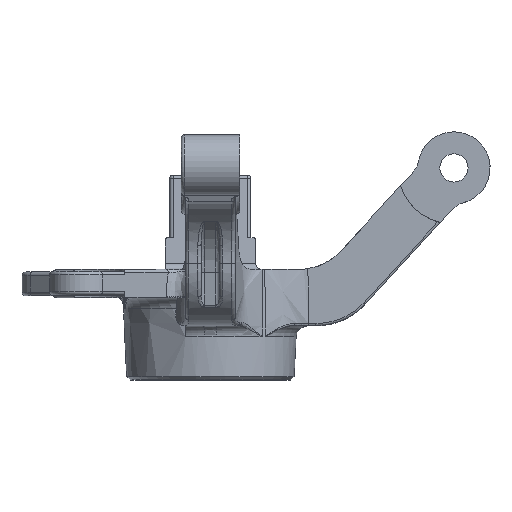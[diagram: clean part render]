
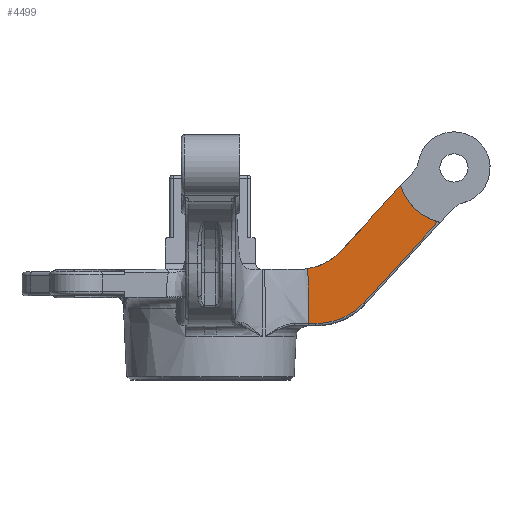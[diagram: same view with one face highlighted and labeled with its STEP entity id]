
A CAD part, top view. The second image highlights one B-rep face of the part: STEP entity #4499.
In plain terms, the highlighted planar face has unit normal (0, 0, 1).
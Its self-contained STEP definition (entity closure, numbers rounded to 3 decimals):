
#61=PLANE('',#4845);
#149=B_SPLINE_CURVE_WITH_KNOTS('',3,(#7321,#7322,#7323,#7324),
 .UNSPECIFIED.,.F.,.F.,(4,4),(-9.279,-6.847),
 .UNSPECIFIED.);
#470=FACE_OUTER_BOUND('',#759,.T.);
#759=EDGE_LOOP('',(#3131,#3132,#3133,#3134,#3135,#3136,#3137));
#1078=CIRCLE('',#4838,29.);
#1083=CIRCLE('',#4846,25.);
#1084=CIRCLE('',#4847,25.);
#1370=LINE('',#7156,#1588);
#1373=LINE('',#7171,#1591);
#1374=LINE('',#7350,#1592);
#1588=VECTOR('',#5479,10.);
#1591=VECTOR('',#5496,10.);
#1592=VECTOR('',#5509,10.);
#1850=VERTEX_POINT('',#7144);
#1851=VERTEX_POINT('',#7155);
#1853=VERTEX_POINT('',#7161);
#1855=VERTEX_POINT('',#7167);
#1861=VERTEX_POINT('',#7320);
#1865=VERTEX_POINT('',#7347);
#1866=VERTEX_POINT('',#7349);
#2323=EDGE_CURVE('',#1850,#1851,#1370,.T.);
#2328=EDGE_CURVE('',#1851,#1853,#1078,.T.);
#2331=EDGE_CURVE('',#1853,#1855,#1373,.T.);
#2340=EDGE_CURVE('',#1855,#1861,#149,.T.);
#2345=EDGE_CURVE('',#1850,#1865,#1083,.T.);
#2346=EDGE_CURVE('',#1865,#1866,#1374,.T.);
#2347=EDGE_CURVE('',#1866,#1861,#1084,.T.);
#3131=ORIENTED_EDGE('',*,*,#2331,.F.);
#3132=ORIENTED_EDGE('',*,*,#2328,.F.);
#3133=ORIENTED_EDGE('',*,*,#2323,.F.);
#3134=ORIENTED_EDGE('',*,*,#2345,.T.);
#3135=ORIENTED_EDGE('',*,*,#2346,.T.);
#3136=ORIENTED_EDGE('',*,*,#2347,.T.);
#3137=ORIENTED_EDGE('',*,*,#2340,.F.);
#4499=ADVANCED_FACE('',(#470),#61,.T.);
#4838=AXIS2_PLACEMENT_3D('',#7165,#5489,#5490);
#4845=AXIS2_PLACEMENT_3D('',#7346,#5505,#5506);
#4846=AXIS2_PLACEMENT_3D('',#7348,#5507,#5508);
#4847=AXIS2_PLACEMENT_3D('',#7351,#5510,#5511);
#5479=DIRECTION('',(-0.676,-0.737,0.));
#5489=DIRECTION('center_axis',(0.,0.,-1.));
#5490=DIRECTION('ref_axis',(0.403,-0.915,0.));
#5496=DIRECTION('',(-1.,0.,0.));
#5505=DIRECTION('center_axis',(0.,0.,1.));
#5506=DIRECTION('ref_axis',(1.,0.,0.));
#5507=DIRECTION('center_axis',(0.,0.,-1.));
#5508=DIRECTION('ref_axis',(1.,0.,0.));
#5509=DIRECTION('',(-0.676,-0.737,0.));
#5510=DIRECTION('center_axis',(0.,0.,-1.));
#5511=DIRECTION('ref_axis',(0.,-1.,0.));
#7144=CARTESIAN_POINT('',(100.839,21.048,22.5));
#7155=CARTESIAN_POINT('',(68.181,-14.592,22.5));
#7156=CARTESIAN_POINT('',(74.887,-7.273,22.5));
#7161=CARTESIAN_POINT('',(46.8,-24.,22.5));
#7165=CARTESIAN_POINT('Origin',(46.8,5.,22.5));
#7167=CARTESIAN_POINT('',(43.636,-24.,22.5));
#7171=CARTESIAN_POINT('',(31.,-24.,22.5));
#7320=CARTESIAN_POINT('',(43.236,0.303,22.5));
#7321=CARTESIAN_POINT('Ctrl Pts',(43.636,-24.,22.5));
#7322=CARTESIAN_POINT('Ctrl Pts',(43.862,-15.897,22.5));
#7323=CARTESIAN_POINT('Ctrl Pts',(43.729,-7.783,22.5));
#7324=CARTESIAN_POINT('Ctrl Pts',(43.236,0.303,22.5));
#7346=CARTESIAN_POINT('Origin',(62.,18.,22.5));
#7347=CARTESIAN_POINT('',(84.3,37.043,22.5));
#7348=CARTESIAN_POINT('Origin',(108.,45.,22.5));
#7349=CARTESIAN_POINT('',(57.788,8.11,22.5));
#7350=CARTESIAN_POINT('',(92.006,45.453,22.5));
#7351=CARTESIAN_POINT('Origin',(39.356,25.,22.5));
